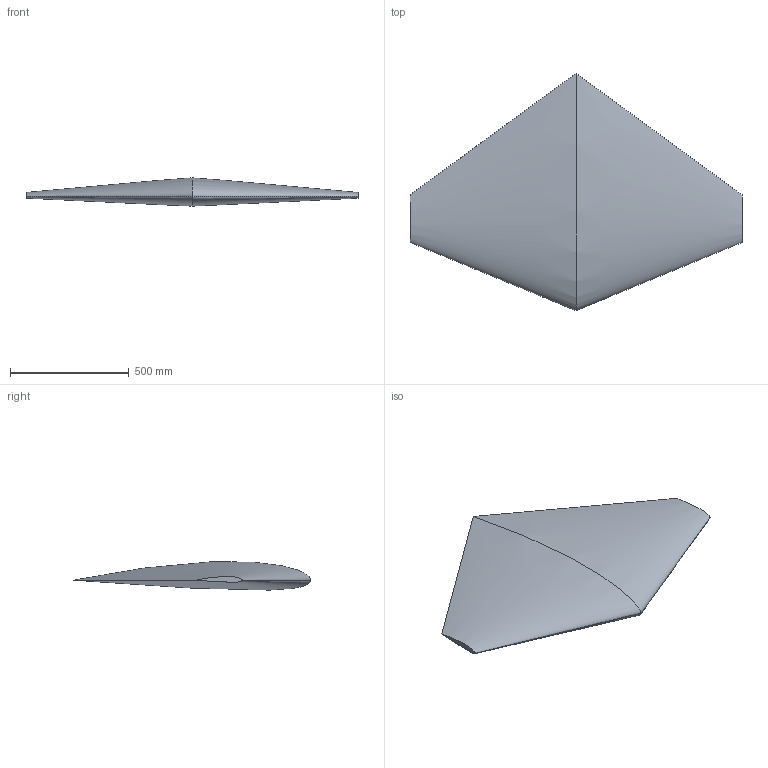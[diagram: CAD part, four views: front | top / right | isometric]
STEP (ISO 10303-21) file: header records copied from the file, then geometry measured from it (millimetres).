
FILE_DESCRIPTION(('CATIA V5 STEP Exchange','CAx-IF Rec.Pracs.--- Model Styling and Organization---1.4--- 2014-01-23','CAx-IF Rec.Pracs.---3D Tessellated Data Validation Properties---0.5---2014-09-14'),'2;1');
FILE_NAME('Shape1.stp','2023-04-14T18:40:36+00:00',('none'),('none'),'CATIA Version 5-6 Release 2018 SP6','CATIA V5 STEP AP242','none');
FILE_SCHEMA(('AP242_MANAGED_MODEL_BASED_3D_ENGINEERING_MIM_LF {1 0 10303 442 1 1 4}'));
Length unit declared in the file: millimetre
Bounding box: 1400 x 1000.04 x 118.94 mm (x, y, z)
Surface area: 1731169.7 mm2 (no closed solid volume)
Topology: 0 solids, 4 shells, 6 faces, 16 edges, 12 vertices
Faces by surface type: bspline 4, plane 2
Entity records: 10640 total; most frequent: CARTESIAN_POINT 10509, ORIENTED_EDGE 20, EDGE_CURVE 16, B_SPLINE_CURVE_WITH_KNOTS 16, VERTEX_POINT 12, EDGE_LOOP 6, ADVANCED_FACE 6, FACE_OUTER_BOUND 6
